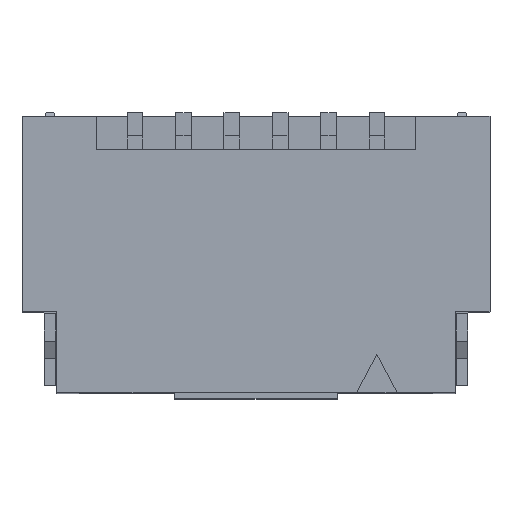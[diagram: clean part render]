
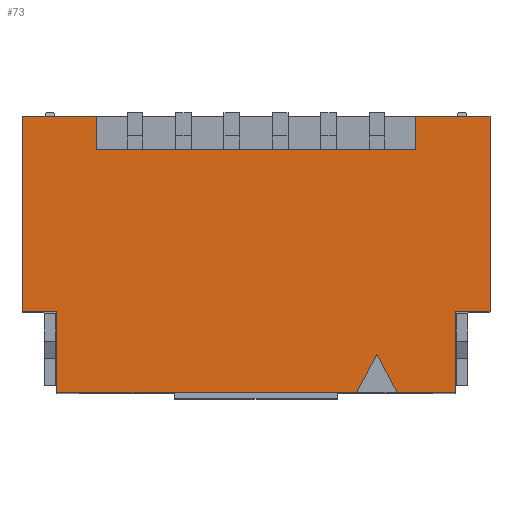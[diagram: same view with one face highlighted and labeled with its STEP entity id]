
A CAD part, top view. The second image highlights one B-rep face of the part: STEP entity #73.
In plain terms, the highlighted planar face has unit normal (0, 0, 1).
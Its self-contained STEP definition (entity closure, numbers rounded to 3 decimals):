
#73=ADVANCED_FACE('',(#482),#483,.T.);
#482=FACE_OUTER_BOUND('',#1262,.T.);
#483=PLANE('',#1263);
#1262=EDGE_LOOP('',(#2214,#2215,#2216,#2217,#2218,#2219,#2220,#2221,#2222,#2223,#2224,#2225,#2226,#2227,#2228));
#1263=AXIS2_PLACEMENT_3D('',#2229,#2230,#2231);
#2214=ORIENTED_EDGE('',*,*,#5380,.F.);
#2215=ORIENTED_EDGE('',*,*,#5381,.F.);
#2216=ORIENTED_EDGE('',*,*,#5217,.T.);
#2217=ORIENTED_EDGE('',*,*,#5382,.F.);
#2218=ORIENTED_EDGE('',*,*,#5365,.T.);
#2219=ORIENTED_EDGE('',*,*,#5383,.T.);
#2220=ORIENTED_EDGE('',*,*,#5384,.F.);
#2221=ORIENTED_EDGE('',*,*,#5385,.F.);
#2222=ORIENTED_EDGE('',*,*,#5386,.F.);
#2223=ORIENTED_EDGE('',*,*,#5387,.T.);
#2224=ORIENTED_EDGE('',*,*,#5388,.F.);
#2225=ORIENTED_EDGE('',*,*,#5389,.F.);
#2226=ORIENTED_EDGE('',*,*,#5390,.F.);
#2227=ORIENTED_EDGE('',*,*,#5391,.T.);
#2228=ORIENTED_EDGE('',*,*,#5213,.T.);
#2229=CARTESIAN_POINT('',(2.925,9.1,4.275));
#2230=DIRECTION('',(0.,0.0,1.0));
#2231=DIRECTION('',(1.0,-0.0,0.));
#5213=EDGE_CURVE('',#6279,#6277,#6280,.T.);
#5217=EDGE_CURVE('',#6287,#6285,#6288,.T.);
#5365=EDGE_CURVE('',#6578,#6576,#6579,.T.);
#5380=EDGE_CURVE('',#6605,#6277,#6606,.T.);
#5381=EDGE_CURVE('',#6287,#6605,#6607,.T.);
#5382=EDGE_CURVE('',#6578,#6285,#6608,.T.);
#5383=EDGE_CURVE('',#6576,#6609,#6610,.T.);
#5384=EDGE_CURVE('',#6611,#6609,#6612,.T.);
#5385=EDGE_CURVE('',#6613,#6611,#6614,.T.);
#5386=EDGE_CURVE('',#6615,#6613,#6616,.T.);
#5387=EDGE_CURVE('',#6615,#6617,#6618,.T.);
#5388=EDGE_CURVE('',#6619,#6617,#6620,.T.);
#5389=EDGE_CURVE('',#6621,#6619,#6622,.T.);
#5390=EDGE_CURVE('',#6623,#6621,#6624,.T.);
#5391=EDGE_CURVE('',#6623,#6279,#6625,.T.);
#6277=VERTEX_POINT('',#8040);
#6279=VERTEX_POINT('',#8043);
#6280=LINE('',#8044,#8045);
#6285=VERTEX_POINT('',#8052);
#6287=VERTEX_POINT('',#8055);
#6288=LINE('',#8056,#8057);
#6576=VERTEX_POINT('',#8491);
#6578=VERTEX_POINT('',#8494);
#6579=LINE('',#8495,#8496);
#6605=VERTEX_POINT('',#8536);
#6606=LINE('',#8537,#8538);
#6607=LINE('',#8539,#8540);
#6608=LINE('',#8541,#8542);
#6609=VERTEX_POINT('',#8543);
#6610=LINE('',#8544,#8545);
#6611=VERTEX_POINT('',#8546);
#6612=LINE('',#8547,#8548);
#6613=VERTEX_POINT('',#8549);
#6614=LINE('',#8550,#8551);
#6615=VERTEX_POINT('',#8552);
#6616=LINE('',#8553,#8554);
#6617=VERTEX_POINT('',#8555);
#6618=LINE('',#8556,#8557);
#6619=VERTEX_POINT('',#8558);
#6620=LINE('',#8559,#8560);
#6621=VERTEX_POINT('',#8561);
#6622=LINE('',#8562,#8563);
#6623=VERTEX_POINT('',#8564);
#6624=LINE('',#8565,#8566);
#6625=LINE('',#8567,#8568);
#8040=CARTESIAN_POINT('',(-0.525,1.95,4.275));
#8043=CARTESIAN_POINT('',(-8.275,1.95,4.275));
#8044=CARTESIAN_POINT('',(2.925,1.95,4.275));
#8045=VECTOR('',#10804,1.0);
#8052=CARTESIAN_POINT('',(2.025,1.95,4.275));
#8055=CARTESIAN_POINT('',(0.525,1.95,4.275));
#8056=CARTESIAN_POINT('',(2.925,1.95,4.275));
#8057=VECTOR('',#10808,1.0);
#8491=CARTESIAN_POINT('',(2.925,4.05,4.275));
#8494=CARTESIAN_POINT('',(2.025,4.05,4.275));
#8495=CARTESIAN_POINT('',(2.025,4.05,4.275));
#8496=VECTOR('',#10956,1.0);
#8536=CARTESIAN_POINT('',(0.,2.95,4.275));
#8537=CARTESIAN_POINT('',(0.,2.95,4.275));
#8538=VECTOR('',#10971,1.0);
#8539=CARTESIAN_POINT('',(0.525,1.95,4.275));
#8540=VECTOR('',#10972,1.0);
#8541=CARTESIAN_POINT('',(2.025,4.05,4.275));
#8542=VECTOR('',#10973,1.0);
#8543=CARTESIAN_POINT('',(2.925,9.1,4.275));
#8544=CARTESIAN_POINT('',(2.925,9.1,4.275));
#8545=VECTOR('',#10974,1.0);
#8546=CARTESIAN_POINT('',(1.,9.1,4.275));
#8547=CARTESIAN_POINT('',(2.925,9.1,4.275));
#8548=VECTOR('',#10975,1.0);
#8549=CARTESIAN_POINT('',(1.,8.25,4.275));
#8550=CARTESIAN_POINT('',(1.,8.25,4.275));
#8551=VECTOR('',#10976,1.0);
#8552=CARTESIAN_POINT('',(-7.25,8.25,4.275));
#8553=CARTESIAN_POINT('',(-7.25,8.25,4.275));
#8554=VECTOR('',#10977,1.0);
#8555=CARTESIAN_POINT('',(-7.25,9.1,4.275));
#8556=CARTESIAN_POINT('',(-7.25,8.25,4.275));
#8557=VECTOR('',#10978,1.0);
#8558=CARTESIAN_POINT('',(-9.175,9.1,4.275));
#8559=CARTESIAN_POINT('',(2.925,9.1,4.275));
#8560=VECTOR('',#10979,1.0);
#8561=CARTESIAN_POINT('',(-9.175,4.05,4.275));
#8562=CARTESIAN_POINT('',(-9.175,9.1,4.275));
#8563=VECTOR('',#10980,1.0);
#8564=CARTESIAN_POINT('',(-8.275,4.05,4.275));
#8565=CARTESIAN_POINT('',(-8.275,4.05,4.275));
#8566=VECTOR('',#10981,1.0);
#8567=CARTESIAN_POINT('',(-8.275,4.05,4.275));
#8568=VECTOR('',#10982,1.0);
#10804=DIRECTION('',(1.0,0.0,0.));
#10808=DIRECTION('',(1.0,0.0,0.));
#10956=DIRECTION('',(1.0,0.0,0.0));
#10971=DIRECTION('',(-0.465,-0.885,0.0));
#10972=DIRECTION('',(-0.465,0.885,0.0));
#10973=DIRECTION('',(0.0,-1.0,0.0));
#10974=DIRECTION('',(0.0,1.0,0.0));
#10975=DIRECTION('',(1.0,0.0,0.));
#10976=DIRECTION('',(0.0,1.0,0.0));
#10977=DIRECTION('',(1.0,0.0,0.));
#10978=DIRECTION('',(0.0,1.0,0.0));
#10979=DIRECTION('',(1.0,0.0,0.));
#10980=DIRECTION('',(0.0,1.0,0.0));
#10981=DIRECTION('',(-1.0,0.0,0.0));
#10982=DIRECTION('',(0.0,-1.0,0.0));
